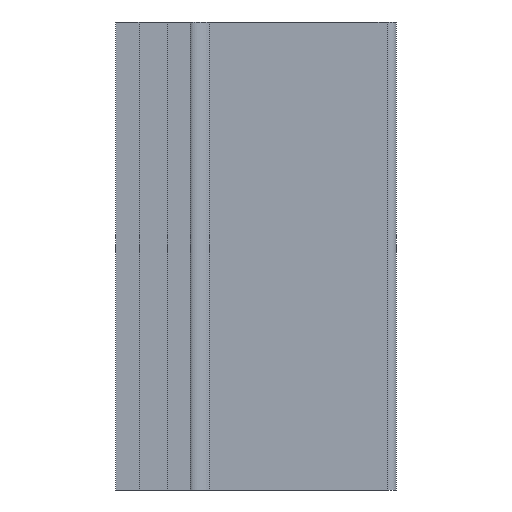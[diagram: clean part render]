
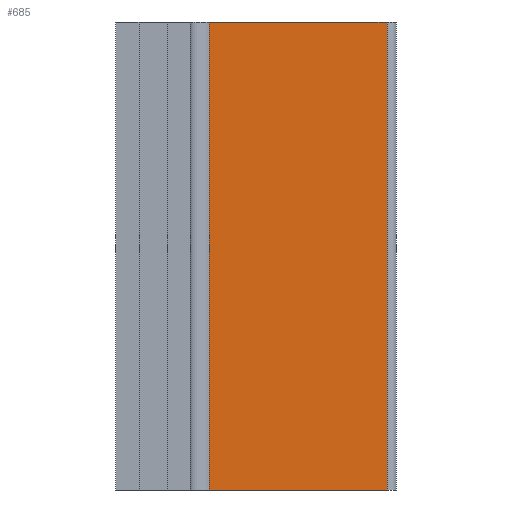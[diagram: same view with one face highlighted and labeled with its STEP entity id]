
A CAD part, front view. The second image highlights one B-rep face of the part: STEP entity #685.
In plain terms, the highlighted planar face has unit normal (0, -1, 0).
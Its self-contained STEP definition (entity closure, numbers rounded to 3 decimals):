
#28 = LINE ( 'NONE', #971, #172 ) ;
#82 = CARTESIAN_POINT ( 'NONE',  ( -5., -6.103, 0. ) ) ;
#86 = AXIS2_PLACEMENT_3D ( 'NONE', #1701, #957, #1906 ) ;
#163 = VERTEX_POINT ( 'NONE', #1787 ) ;
#172 = VECTOR ( 'NONE', #341, 1000. ) ;
#181 = ORIENTED_EDGE ( 'NONE', *, *, #1488, .T. ) ;
#341 = DIRECTION ( 'NONE',  ( 1., 0., 0. ) ) ;
#433 = VERTEX_POINT ( 'NONE', #437 ) ;
#435 = EDGE_CURVE ( 'NONE', #483, #1560, #1760, .T. ) ;
#436 = ORIENTED_EDGE ( 'NONE', *, *, #596, .F. ) ;
#437 = CARTESIAN_POINT ( 'NONE',  ( -5., -6.103, 50. ) ) ;
#455 = VECTOR ( 'NONE', #630, 1000. ) ;
#483 = VERTEX_POINT ( 'NONE', #82 ) ;
#596 = EDGE_CURVE ( 'NONE', #433, #163, #28, .T. ) ;
#617 = VECTOR ( 'NONE', #813, 1000. ) ;
#630 = DIRECTION ( 'NONE',  ( 0., 0., -1. ) ) ;
#651 = VECTOR ( 'NONE', #745, 1000. ) ;
#657 = FACE_OUTER_BOUND ( 'NONE', #1809, .T. ) ;
#685 = ADVANCED_FACE ( 'NONE', ( #657 ), #1249, .F. ) ;
#745 = DIRECTION ( 'NONE',  ( 1., 0., 0. ) ) ;
#813 = DIRECTION ( 'NONE',  ( 0., 0., -1. ) ) ;
#957 = DIRECTION ( 'NONE',  ( 0., 1., 0. ) ) ;
#971 = CARTESIAN_POINT ( 'NONE',  ( 0., -6.103, 50. ) ) ;
#1067 = ORIENTED_EDGE ( 'NONE', *, *, #435, .T. ) ;
#1249 = PLANE ( 'NONE',  #86 ) ;
#1276 = ORIENTED_EDGE ( 'NONE', *, *, #1536, .F. ) ;
#1369 = LINE ( 'NONE', #1693, #455 ) ;
#1410 = LINE ( 'NONE', #1840, #617 ) ;
#1488 = EDGE_CURVE ( 'NONE', #433, #483, #1369, .T. ) ;
#1513 = CARTESIAN_POINT ( 'NONE',  ( 14., -6.103, 0. ) ) ;
#1536 = EDGE_CURVE ( 'NONE', #163, #1560, #1410, .T. ) ;
#1560 = VERTEX_POINT ( 'NONE', #1513 ) ;
#1603 = CARTESIAN_POINT ( 'NONE',  ( 14., -6.103, 0. ) ) ;
#1693 = CARTESIAN_POINT ( 'NONE',  ( -5., -6.103, 50. ) ) ;
#1701 = CARTESIAN_POINT ( 'NONE',  ( 14., -6.103, 50. ) ) ;
#1760 = LINE ( 'NONE', #1603, #651 ) ;
#1787 = CARTESIAN_POINT ( 'NONE',  ( 14., -6.103, 50. ) ) ;
#1809 = EDGE_LOOP ( 'NONE', ( #1067, #1276, #436, #181 ) ) ;
#1840 = CARTESIAN_POINT ( 'NONE',  ( 14., -6.103, 50. ) ) ;
#1906 = DIRECTION ( 'NONE',  ( -1., 0., 0. ) ) ;
